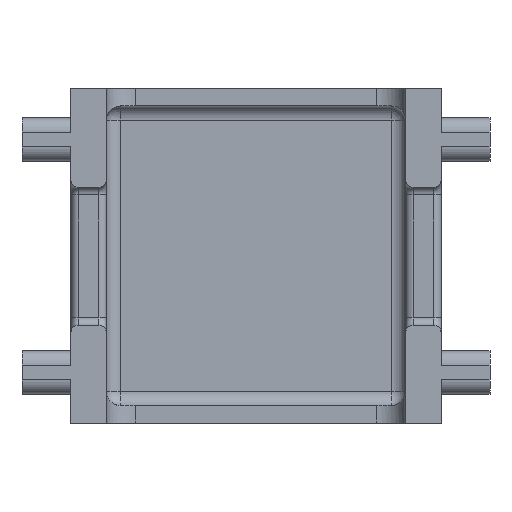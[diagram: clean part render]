
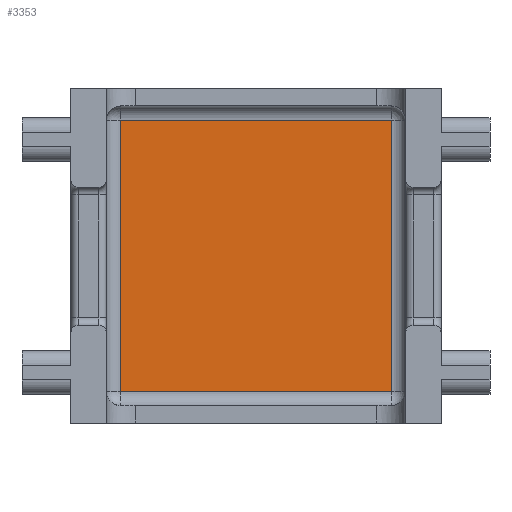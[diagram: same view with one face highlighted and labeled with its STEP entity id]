
A CAD part, front view. The second image highlights one B-rep face of the part: STEP entity #3353.
In plain terms, the highlighted planar face has unit normal (0, -1, 0).
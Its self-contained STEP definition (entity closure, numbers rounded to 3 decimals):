
#125 = DIRECTION ( 'NONE',  ( 0., -1., 0. ) ) ;
#261 = DIRECTION ( 'NONE',  ( -1., 0., 0. ) ) ;
#284 = VERTEX_POINT ( 'NONE', #1535 ) ;
#435 = DIRECTION ( 'NONE',  ( 0., 0., -1. ) ) ;
#580 = VERTEX_POINT ( 'NONE', #3243 ) ;
#650 = VERTEX_POINT ( 'NONE', #3273 ) ;
#690 = VERTEX_POINT ( 'NONE', #1628 ) ;
#808 = EDGE_CURVE ( 'NONE', #580, #650, #2895, .T. ) ;
#912 = CARTESIAN_POINT ( 'NONE',  ( 5.63, -0.41, 0. ) ) ;
#1013 = DIRECTION ( 'NONE',  ( 0., 0., 1. ) ) ;
#1224 = ORIENTED_EDGE ( 'NONE', *, *, #2808, .T. ) ;
#1253 = PLANE ( 'NONE',  #2129 ) ;
#1535 = CARTESIAN_POINT ( 'NONE',  ( 0.87, -0.41, -0.55 ) ) ;
#1539 = CARTESIAN_POINT ( 'NONE',  ( 0., -0.41, 0. ) ) ;
#1628 = CARTESIAN_POINT ( 'NONE',  ( 0.87, -0.41, -5.31 ) ) ;
#2063 = ORIENTED_EDGE ( 'NONE', *, *, #808, .T. ) ;
#2092 = VECTOR ( 'NONE', #1013, 1000. ) ;
#2103 = ORIENTED_EDGE ( 'NONE', *, *, #2194, .T. ) ;
#2106 = DIRECTION ( 'NONE',  ( 0., 0., -1. ) ) ;
#2129 = AXIS2_PLACEMENT_3D ( 'NONE', #1539, #125, #2106 ) ;
#2139 = CARTESIAN_POINT ( 'NONE',  ( 0.87, -0.41, 0. ) ) ;
#2194 = EDGE_CURVE ( 'NONE', #690, #580, #3280, .T. ) ;
#2338 = FACE_OUTER_BOUND ( 'NONE', #2457, .T. ) ;
#2409 = ORIENTED_EDGE ( 'NONE', *, *, #3624, .T. ) ;
#2457 = EDGE_LOOP ( 'NONE', ( #2063, #2409, #1224, #2103 ) ) ;
#2552 = VECTOR ( 'NONE', #3357, 1000. ) ;
#2671 = LINE ( 'NONE', #2139, #2759 ) ;
#2759 = VECTOR ( 'NONE', #435, 1000. ) ;
#2770 = CARTESIAN_POINT ( 'NONE',  ( 0., -0.41, -0.55 ) ) ;
#2808 = EDGE_CURVE ( 'NONE', #284, #690, #2671, .T. ) ;
#2838 = VECTOR ( 'NONE', #261, 1000. ) ;
#2895 = LINE ( 'NONE', #912, #2092 ) ;
#3243 = CARTESIAN_POINT ( 'NONE',  ( 5.63, -0.41, -5.31 ) ) ;
#3273 = CARTESIAN_POINT ( 'NONE',  ( 5.63, -0.41, -0.55 ) ) ;
#3280 = LINE ( 'NONE', #3593, #2552 ) ;
#3353 = ADVANCED_FACE ( 'NONE', ( #2338 ), #1253, .T. ) ;
#3357 = DIRECTION ( 'NONE',  ( 1., 0., 0. ) ) ;
#3581 = LINE ( 'NONE', #2770, #2838 ) ;
#3593 = CARTESIAN_POINT ( 'NONE',  ( 0., -0.41, -5.31 ) ) ;
#3624 = EDGE_CURVE ( 'NONE', #650, #284, #3581, .T. ) ;
